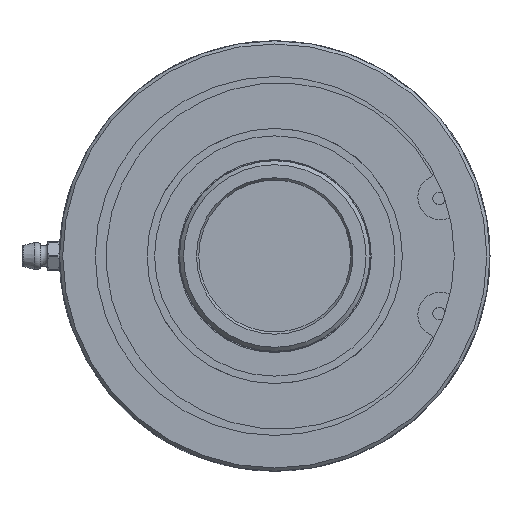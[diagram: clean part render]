
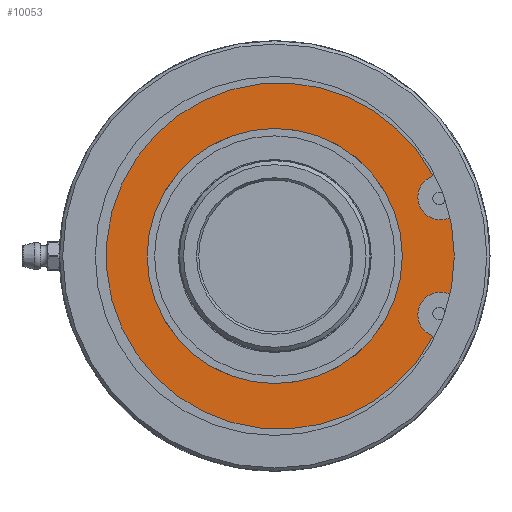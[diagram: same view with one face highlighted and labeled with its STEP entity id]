
A CAD part, left-side view. The second image highlights one B-rep face of the part: STEP entity #10053.
In plain terms, the highlighted planar face has unit normal (-1, 0, 0).
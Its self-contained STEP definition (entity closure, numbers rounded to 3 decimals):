
#525=PLANE('',#10823);
#584=FACE_BOUND('',#2271,.T.);
#1656=FACE_OUTER_BOUND('',#2270,.T.);
#2270=EDGE_LOOP('',(#9122,#9123,#9124,#9125,#9126,#9127));
#2271=EDGE_LOOP('',(#9128,#9129));
#2349=CIRCLE('',#10163,28.125);
#2350=CIRCLE('',#10164,28.125);
#2524=CIRCLE('',#10464,43.437);
#2525=CIRCLE('',#10466,5.682);
#2528=CIRCLE('',#10473,5.682);
#2570=CIRCLE('',#10535,48.6);
#2837=LINE('',#15429,#3321);
#2843=LINE('',#15450,#3327);
#3321=VECTOR('',#11717,10.);
#3327=VECTOR('',#11737,10.);
#3864=VERTEX_POINT('',#14017);
#3865=VERTEX_POINT('',#14018);
#4104=VERTEX_POINT('',#15414);
#4105=VERTEX_POINT('',#15416);
#4106=VERTEX_POINT('',#15420);
#4108=VERTEX_POINT('',#15428);
#4111=VERTEX_POINT('',#15440);
#4113=VERTEX_POINT('',#15448);
#4865=EDGE_CURVE('',#3864,#3865,#2349,.T.);
#4866=EDGE_CURVE('',#3865,#3864,#2350,.T.);
#5214=EDGE_CURVE('',#4104,#4105,#2524,.T.);
#5216=EDGE_CURVE('',#4105,#4106,#2525,.T.);
#5219=EDGE_CURVE('',#4106,#4108,#2837,.T.);
#5226=EDGE_CURVE('',#4111,#4104,#2528,.T.);
#5229=EDGE_CURVE('',#4113,#4111,#2843,.T.);
#5343=EDGE_CURVE('',#4113,#4108,#2570,.T.);
#9122=ORIENTED_EDGE('',*,*,#5229,.F.);
#9123=ORIENTED_EDGE('',*,*,#5343,.T.);
#9124=ORIENTED_EDGE('',*,*,#5219,.F.);
#9125=ORIENTED_EDGE('',*,*,#5216,.F.);
#9126=ORIENTED_EDGE('',*,*,#5214,.F.);
#9127=ORIENTED_EDGE('',*,*,#5226,.F.);
#9128=ORIENTED_EDGE('',*,*,#4865,.T.);
#9129=ORIENTED_EDGE('',*,*,#4866,.T.);
#10053=ADVANCED_FACE('',(#1656,#584),#525,.F.);
#10163=AXIS2_PLACEMENT_3D('',#14019,#11011,#11012);
#10164=AXIS2_PLACEMENT_3D('',#14020,#11013,#11014);
#10464=AXIS2_PLACEMENT_3D('',#15417,#11707,#11708);
#10466=AXIS2_PLACEMENT_3D('',#15421,#11712,#11713);
#10473=AXIS2_PLACEMENT_3D('',#15442,#11732,#11733);
#10535=AXIS2_PLACEMENT_3D('',#19205,#11873,#11874);
#10823=AXIS2_PLACEMENT_3D('',#31998,#12792,#12793);
#11011=DIRECTION('center_axis',(1.,0.,0.));
#11012=DIRECTION('ref_axis',(0.,-1.,0.));
#11013=DIRECTION('center_axis',(1.,0.,0.));
#11014=DIRECTION('ref_axis',(0.,-1.,0.));
#11707=DIRECTION('center_axis',(1.,0.,0.));
#11708=DIRECTION('ref_axis',(0.,-0.887,-0.462));
#11712=DIRECTION('center_axis',(-1.,0.,0.));
#11713=DIRECTION('ref_axis',(0.,0.335,0.942));
#11717=DIRECTION('',(0.,-0.96,0.281));
#11732=DIRECTION('center_axis',(-1.,0.,0.));
#11733=DIRECTION('ref_axis',(0.,-0.335,0.942));
#11737=DIRECTION('',(0.,0.96,0.281));
#11873=DIRECTION('center_axis',(-1.,0.,0.));
#11874=DIRECTION('ref_axis',(0.,1.,0.));
#12792=DIRECTION('center_axis',(1.,0.,0.));
#12793=DIRECTION('ref_axis',(0.,0.,-1.));
#14017=CARTESIAN_POINT('',(8.32,-28.125,0.));
#14018=CARTESIAN_POINT('',(8.32,28.125,0.));
#14019=CARTESIAN_POINT('Origin',(8.32,0.,
0.));
#14020=CARTESIAN_POINT('Origin',(8.32,0.,
0.));
#15414=CARTESIAN_POINT('',(8.32,-39.674,-20.075));
#15416=CARTESIAN_POINT('',(8.32,-39.674,20.075));
#15417=CARTESIAN_POINT('Origin',(8.32,-1.155,0.));
#15420=CARTESIAN_POINT('',(8.32,-43.482,9.368));
#15421=CARTESIAN_POINT('Origin',(8.32,-41.578,14.722));
#15428=CARTESIAN_POINT('',(8.32,-47.446,10.529));
#15429=CARTESIAN_POINT('',(8.32,-11.004,-0.141));
#15440=CARTESIAN_POINT('',(8.32,-43.482,-9.368));
#15442=CARTESIAN_POINT('Origin',(8.32,-41.578,-14.722));
#15448=CARTESIAN_POINT('',(8.32,-47.446,-10.529));
#15450=CARTESIAN_POINT('',(8.32,-12.986,-0.439));
#19205=CARTESIAN_POINT('Origin',(8.32,0.,0.));
#31998=CARTESIAN_POINT('Origin',(8.32,36.8,0.));
